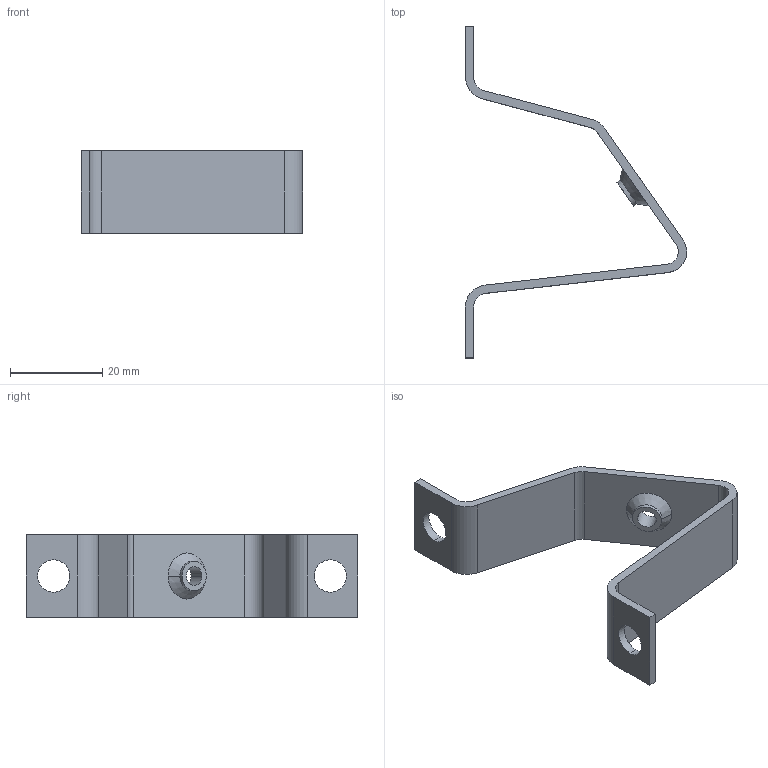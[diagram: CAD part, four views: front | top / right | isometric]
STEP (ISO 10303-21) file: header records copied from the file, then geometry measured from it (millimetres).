
FILE_DESCRIPTION( ( '' ), '1' );
FILE_NAME( 'TSTW_5_M5_0178100000_2_14b.stp', '2012-08-16T14:04:13', ( '' ), ( '' ), ' ', ' ', ' ' );
FILE_SCHEMA( ( 'automotive_design' ) );
Length unit declared in the file: millimetre
Products named in the file (1): 1
Bounding box: 47.99 x 72 x 18 mm (x, y, z)
Volume: 4359.3 mm3; surface area: 5473.4 mm2
Topology: 1 solids, 1 shells, 35 faces, 92 edges, 60 vertices
Faces by surface type: cylinder 16, plane 15, cone 4
Entity records: 2166 total; most frequent: DIRECTION 200, STYLED_ITEM 188, PRESENTATION_STYLE_ASSIGNMENT 188, CARTESIAN_POINT 188, COLOUR_RGB 188, ORIENTED_EDGE 184, EDGE_CURVE 92, CURVE_STYLE 92
